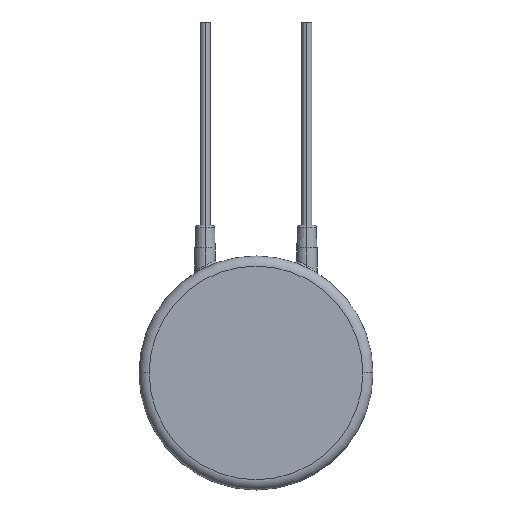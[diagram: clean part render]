
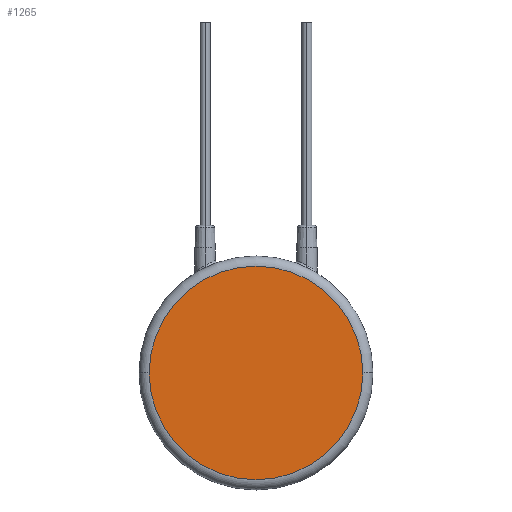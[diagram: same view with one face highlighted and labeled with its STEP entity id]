
A CAD part, top view. The second image highlights one B-rep face of the part: STEP entity #1265.
In plain terms, the highlighted planar face has unit normal (0, 0, 1).
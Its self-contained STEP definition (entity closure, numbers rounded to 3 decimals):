
#412=CARTESIAN_POINT('',(0.,0.,5.6));
#413=DIRECTION('',(0.,0.,1.));
#414=DIRECTION('',(-1.,0.,0.));
#415=AXIS2_PLACEMENT_3D('',#412,#413,#414);
#417=CARTESIAN_POINT('',(0.,0.,5.6));
#418=DIRECTION('',(0.,0.,1.));
#419=DIRECTION('',(1.,0.,0.));
#420=AXIS2_PLACEMENT_3D('',#417,#418,#419);
#489=CARTESIAN_POINT('',(-10.5,0.,5.6));
#490=CARTESIAN_POINT('',(10.5,0.,5.6));
#491=VERTEX_POINT('',#489);
#492=VERTEX_POINT('',#490);
#1255=CARTESIAN_POINT('',(0.,0.,5.6));
#1256=DIRECTION('',(0.,0.,1.));
#1257=DIRECTION('',(1.,0.,0.));
#1258=AXIS2_PLACEMENT_3D('',#1255,#1256,#1257);
#1259=PLANE('',#1258);
#1261=ORIENTED_EDGE('',*,*,#1260,.F.);
#1262=ORIENTED_EDGE('',*,*,#1245,.F.);
#1263=EDGE_LOOP('',(#1261,#1262));
#1264=FACE_OUTER_BOUND('',#1263,.F.);
#416=CIRCLE('',#415,10.5);
#421=CIRCLE('',#420,10.5);
#1245=EDGE_CURVE('',#492,#491,#421,.T.);
#1260=EDGE_CURVE('',#491,#492,#416,.T.);
#1265=ADVANCED_FACE('',(#1264),#1259,.T.);
